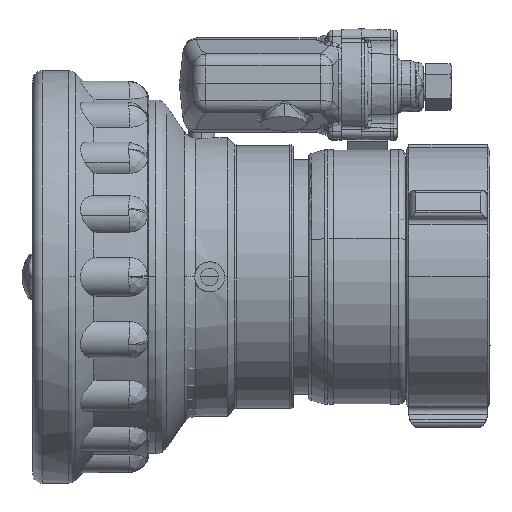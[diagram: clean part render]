
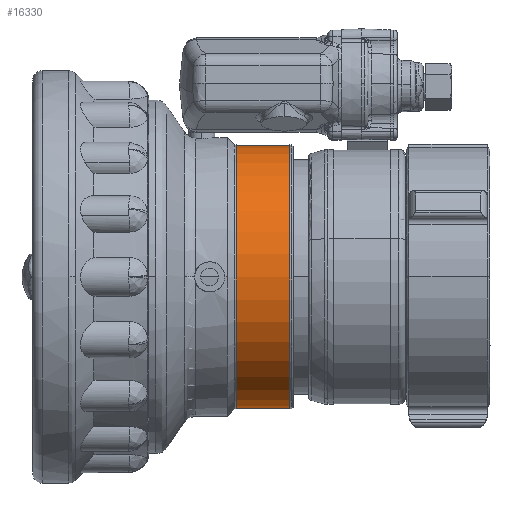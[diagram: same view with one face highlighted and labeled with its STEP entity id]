
A CAD part, left-side view. The second image highlights one B-rep face of the part: STEP entity #16330.
In plain terms, the highlighted cylindrical face has radius 62.179 mm (diameter 124.358 mm), a partial arc.
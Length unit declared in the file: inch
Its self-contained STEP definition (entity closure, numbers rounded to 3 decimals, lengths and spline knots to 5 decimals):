
#10108 = VERTEX_POINT ( 'NONE', #44461 ) ;
#10303 = VERTEX_POINT ( 'NONE', #44583 ) ;
#10463 = VERTEX_POINT ( 'NONE', #44889 ) ;
#10508 = VERTEX_POINT ( 'NONE', #44972 ) ;
#12757 = EDGE_LOOP ( 'NONE', ( #15524, #15525, #15526, #15527 ) ) ;
#15524 = ORIENTED_EDGE ( 'NONE', *, *, #23721, .F. ) ;
#15525 = ORIENTED_EDGE ( 'NONE', *, *, #26392, .T. ) ;
#15526 = ORIENTED_EDGE ( 'NONE', *, *, #23729, .T. ) ;
#15527 = ORIENTED_EDGE ( 'NONE', *, *, #26394, .F. ) ;
#16330 = ADVANCED_FACE ( 'NONE', ( #18856 ), #18873, .T. ) ;
#18856 = FACE_OUTER_BOUND ( 'NONE', #12757, .T. ) ;
#18873 = CYLINDRICAL_SURFACE ( 'NONE', #27025, 2.448 ) ;
#23721 = EDGE_CURVE ( 'NONE', #10508, #10463, #51521, .T. ) ;
#23729 = EDGE_CURVE ( 'NONE', #10108, #10303, #51523, .T. ) ;
#26392 = EDGE_CURVE ( 'NONE', #10508, #10108, #51578, .T. ) ;
#26394 = EDGE_CURVE ( 'NONE', #10463, #10303, #51579, .T. ) ;
#27025 = AXIS2_PLACEMENT_3D ( 'NONE', #49695, #49686, #49691 ) ;
#27317 = AXIS2_PLACEMENT_3D ( 'NONE', #55981, #55982, #55983 ) ;
#27319 = AXIS2_PLACEMENT_3D ( 'NONE', #55987, #55988, #55989 ) ;
#44461 = CARTESIAN_POINT ( 'NONE',  ( 0., 1.063, -2.448 ) ) ;
#44583 = CARTESIAN_POINT ( 'NONE',  ( 0., 0.063, -2.448 ) ) ;
#44889 = CARTESIAN_POINT ( 'NONE',  ( 0., 0.063, 2.448 ) ) ;
#44972 = CARTESIAN_POINT ( 'NONE',  ( 0., 1.063, 2.448 ) ) ;
#49686 = DIRECTION ( 'NONE',  ( 0., -1., 0. ) ) ;
#49691 = DIRECTION ( 'NONE',  ( 0., 0., -1. ) ) ;
#49695 = CARTESIAN_POINT ( 'NONE',  ( 0., 1.063, 0. ) ) ;
#51521 = LINE ( 'NONE', #55037, #51525 ) ;
#51523 = LINE ( 'NONE', #55043, #51528 ) ;
#51525 = VECTOR ( 'NONE', #55035, 39.37008 ) ;
#51528 = VECTOR ( 'NONE', #55036, 39.37008 ) ;
#51578 = CIRCLE ( 'NONE', #27317, 2.448 ) ;
#51579 = CIRCLE ( 'NONE', #27319, 2.448 ) ;
#55035 = DIRECTION ( 'NONE',  ( 0., -1., 0. ) ) ;
#55036 = DIRECTION ( 'NONE',  ( 0., -1., 0. ) ) ;
#55037 = CARTESIAN_POINT ( 'NONE',  ( 0., 1.063, 2.448 ) ) ;
#55043 = CARTESIAN_POINT ( 'NONE',  ( 0., 1.063, -2.448 ) ) ;
#55981 = CARTESIAN_POINT ( 'NONE',  ( 0., 1.063, 0. ) ) ;
#55982 = DIRECTION ( 'NONE',  ( 0., -1., 0. ) ) ;
#55983 = DIRECTION ( 'NONE',  ( 0., 0., -1. ) ) ;
#55987 = CARTESIAN_POINT ( 'NONE',  ( 0., 0.063, 0. ) ) ;
#55988 = DIRECTION ( 'NONE',  ( 0., -1., 0. ) ) ;
#55989 = DIRECTION ( 'NONE',  ( 0., 0., -1. ) ) ;
